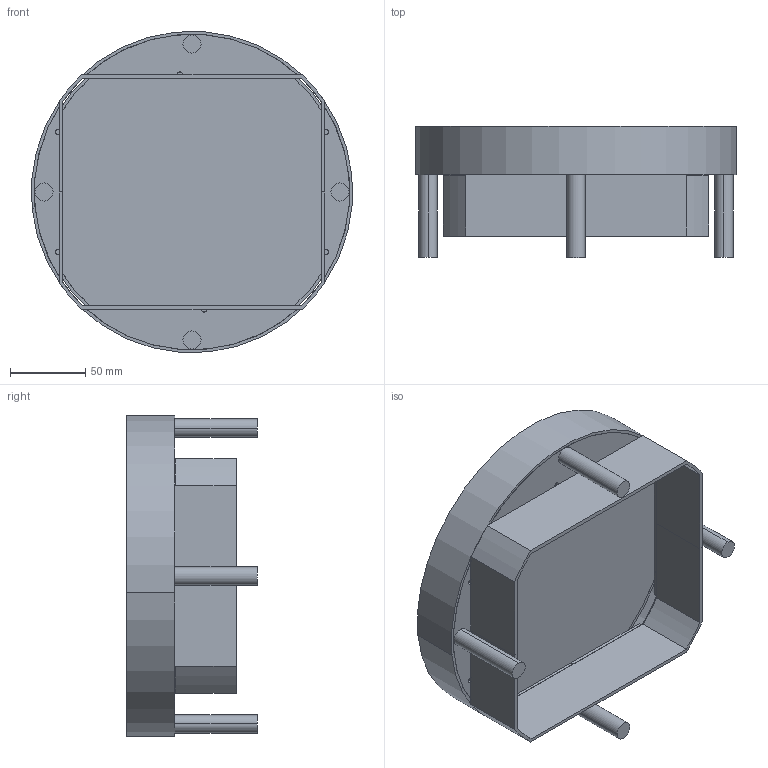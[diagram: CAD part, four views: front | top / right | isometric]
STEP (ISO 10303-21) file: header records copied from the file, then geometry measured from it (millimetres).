
FILE_DESCRIPTION((''),'2;1');
FILE_NAME('T-00962_ASM','2022-10-11T07:59:57',('letterg'),(''),'CREO PARAMETRIC BY PTC INC, 2022024','CREO PARAMETRIC BY PTC INC, 2022024','');
FILE_SCHEMA(('AUTOMOTIVE_DESIGN { 1 0 10303 214 1 1 1 1 }'));
Length unit declared in the file: millimetre
Products named in the file (13): T-00671; T-00672; T-00673; T-00675; T-00754_ASM; U09001; T-00595; T-00838_ASM; T-00660; T-00666; T-00741_ASM; T-00891_ASM; T-00962_ASM
Assembly tree (16 placements, depth 4):
  T-00962_ASM
    T-00838_ASM
      T-00754_ASM
        T-00671
        T-00672
        T-00673  x2
        T-00675
      U09001  x4
      T-00595
    T-00891_ASM
      T-00741_ASM
        T-00660
        T-00666
Bounding box: 213.48 x 87 x 213.48 mm (x, y, z)
Volume: 221932.2 mm3; surface area: 260070.4 mm2
Topology: 8 solids, 13 shells, 155 faces, 354 edges, 244 vertices
Faces by surface type: plane 95, cylinder 60
Full cylindrical faces by diameter (mm): 210 x1, 214 x1
Entity records: 13289 total; most frequent: DIRECTION 1426, CARTESIAN_POINT 1153, PROPERTY_DEFINITION 1127, REPRESENTATION 1118, PROPERTY_DEFINITION_REPRESENTATION 1118, GENERAL_PROPERTY 914, GENERAL_PROPERTY_ASSOCIATION 914, DESCRIPTIVE_REPRESENTATION_ITEM 904
